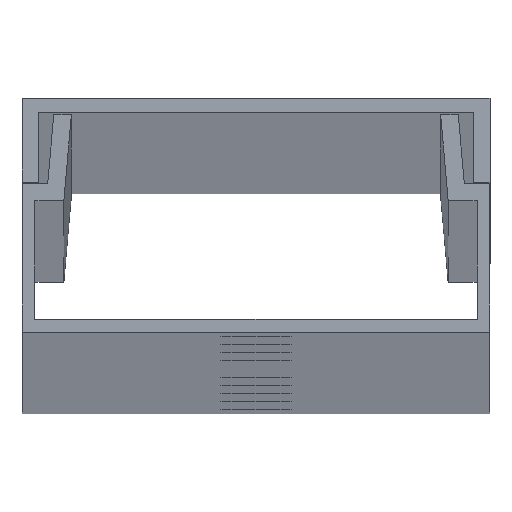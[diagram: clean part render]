
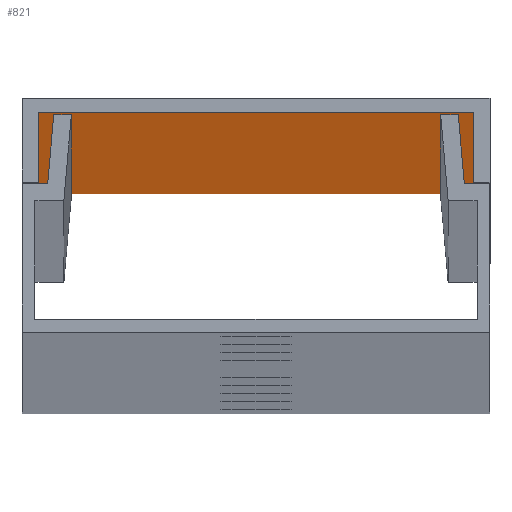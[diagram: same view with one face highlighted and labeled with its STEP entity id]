
A CAD part, top view. The second image highlights one B-rep face of the part: STEP entity #821.
In plain terms, the highlighted planar face has unit normal (0, -1, 0).
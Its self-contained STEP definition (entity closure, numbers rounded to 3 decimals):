
#59 = LINE ( 'NONE', #1378, #695 ) ;
#63 = VECTOR ( 'NONE', #922, 1000. ) ;
#70 = ORIENTED_EDGE ( 'NONE', *, *, #1478, .T. ) ;
#81 = EDGE_CURVE ( 'NONE', #1257, #1476, #293, .T. ) ;
#122 = DIRECTION ( 'NONE',  ( 1., 0., 0. ) ) ;
#217 = DIRECTION ( 'NONE',  ( 0., 0., -1. ) ) ;
#219 = VERTEX_POINT ( 'NONE', #761 ) ;
#246 = ORIENTED_EDGE ( 'NONE', *, *, #813, .T. ) ;
#292 = ORIENTED_EDGE ( 'NONE', *, *, #492, .F. ) ;
#293 = LINE ( 'NONE', #441, #63 ) ;
#327 = LINE ( 'NONE', #1315, #796 ) ;
#336 = VERTEX_POINT ( 'NONE', #789 ) ;
#337 = CARTESIAN_POINT ( 'NONE',  ( 9.3, 9.397, 1000. ) ) ;
#347 = DIRECTION ( 'NONE',  ( 0., 1., 0. ) ) ;
#379 = DIRECTION ( 'NONE',  ( 1., 0., 0. ) ) ;
#441 = CARTESIAN_POINT ( 'NONE',  ( 9.3, 9.397, 1000. ) ) ;
#492 = EDGE_CURVE ( 'NONE', #336, #1257, #1102, .T. ) ;
#519 = FACE_OUTER_BOUND ( 'NONE', #1372, .T. ) ;
#695 = VECTOR ( 'NONE', #122, 1000. ) ;
#761 = CARTESIAN_POINT ( 'NONE',  ( -9.3, 9.397, -1000. ) ) ;
#789 = CARTESIAN_POINT ( 'NONE',  ( -9.3, 9.397, 1000. ) ) ;
#796 = VECTOR ( 'NONE', #217, 1000. ) ;
#813 = EDGE_CURVE ( 'NONE', #336, #219, #327, .T. ) ;
#821 = ADVANCED_FACE ( 'NONE', ( #519 ), #1592, .F. ) ;
#906 = DIRECTION ( 'NONE',  ( 0., 0., 1. ) ) ;
#922 = DIRECTION ( 'NONE',  ( 0., 0., -1. ) ) ;
#1102 = LINE ( 'NONE', #1632, #1571 ) ;
#1231 = AXIS2_PLACEMENT_3D ( 'NONE', #1612, #347, #906 ) ;
#1248 = ORIENTED_EDGE ( 'NONE', *, *, #81, .F. ) ;
#1257 = VERTEX_POINT ( 'NONE', #337 ) ;
#1315 = CARTESIAN_POINT ( 'NONE',  ( -9.3, 9.397, 1000. ) ) ;
#1372 = EDGE_LOOP ( 'NONE', ( #70, #1248, #292, #246 ) ) ;
#1378 = CARTESIAN_POINT ( 'NONE',  ( -9.3, 9.397, -1000. ) ) ;
#1476 = VERTEX_POINT ( 'NONE', #1503 ) ;
#1478 = EDGE_CURVE ( 'NONE', #219, #1476, #59, .T. ) ;
#1503 = CARTESIAN_POINT ( 'NONE',  ( 9.3, 9.397, -1000. ) ) ;
#1571 = VECTOR ( 'NONE', #379, 1000. ) ;
#1592 = PLANE ( 'NONE',  #1231 ) ;
#1612 = CARTESIAN_POINT ( 'NONE',  ( -9.3, 9.397, 1000. ) ) ;
#1632 = CARTESIAN_POINT ( 'NONE',  ( -9.3, 9.397, 1000. ) ) ;
